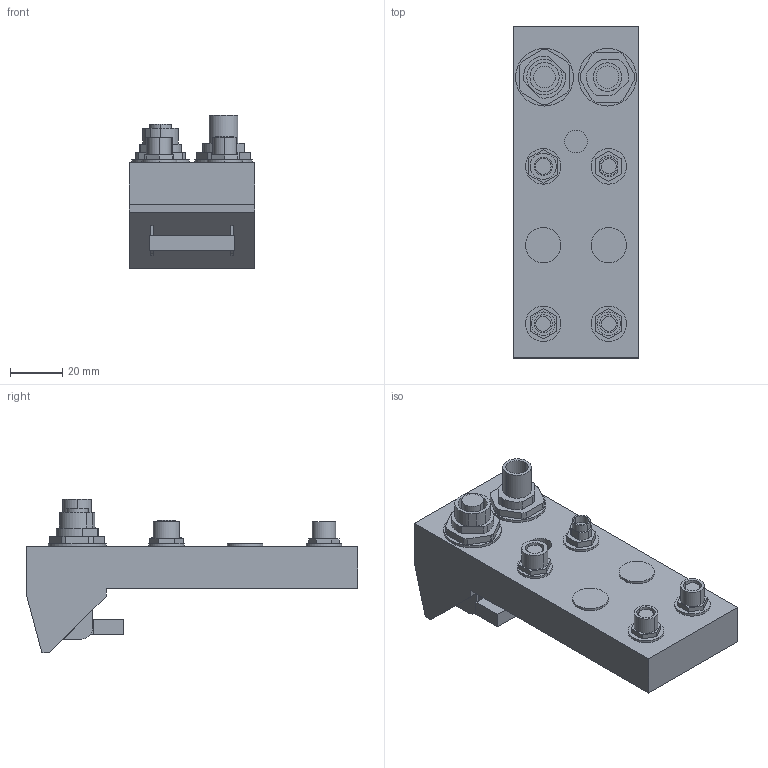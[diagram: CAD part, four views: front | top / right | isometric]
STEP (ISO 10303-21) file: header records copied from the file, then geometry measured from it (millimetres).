
FILE_DESCRIPTION(('STEP AP242'),'1');
FILE_NAME('vw3m9103.stp','2021-01-29T13:10:03',('TraceParts'),('TraceParts S.A.'),'Spatial InterOp 3D',' ',' ');
FILE_SCHEMA(('AP242_MANAGED_MODEL_BASED_3D_ENGINEERING_MIM_LF {1 0 10303 442 1 1 4}'));
Length unit declared in the file: millimetre
Products named in the file (1): vw3m9103_1
Bounding box: 48 x 126.5 x 58.5 mm (x, y, z)
Volume: 129365.6 mm3; surface area: 27956.8 mm2
Topology: 7 solids, 7 shells, 196 faces, 456 edges, 304 vertices
Faces by surface type: plane 112, cylinder 84
Entity records: 5725 total; most frequent: DIRECTION 1030, CARTESIAN_POINT 963, ORIENTED_EDGE 912, EDGE_CURVE 456, AXIS2_PLACEMENT_3D 371, VERTEX_POINT 304, LINE 288, VECTOR 288
